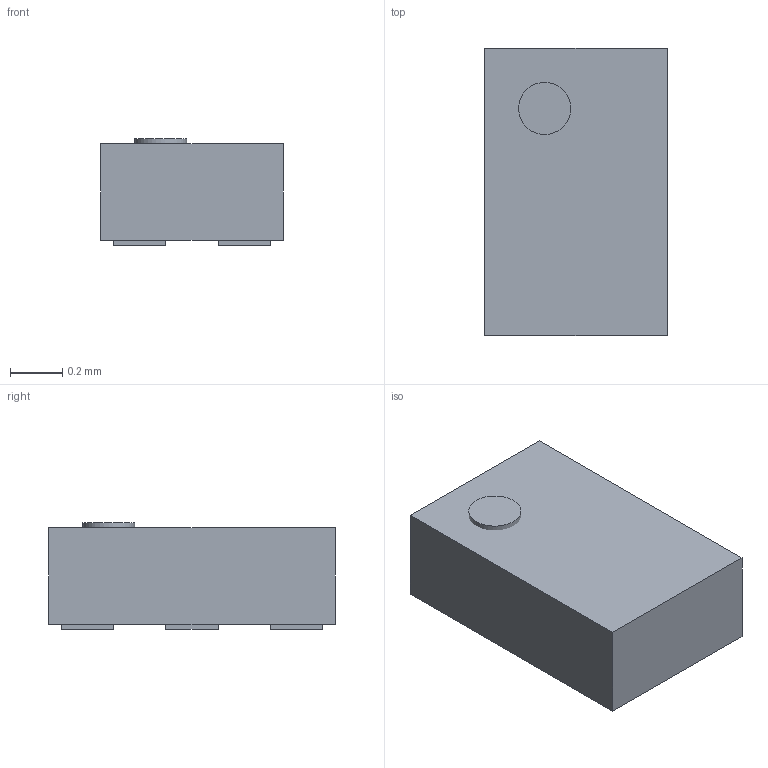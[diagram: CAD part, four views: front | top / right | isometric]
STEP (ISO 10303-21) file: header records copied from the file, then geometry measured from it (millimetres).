
FILE_DESCRIPTION(/* description */ ('model of Infineon_PG-TSNP-6-10_0.7x1.1mm_0.7x1.1mm_P0.4mm'),/* implementation_level */ '2;1');
FILE_NAME(/* name */ 'Infineon_PG-TSNP-6-10_0.7x1.1mm_0.7x1.1mm_P0.4mm.step',/* time_stamp */ '2023-06-05T09:33:17',/* author */ ('KiCAD','kicad'),/* organization */ ('OCCT'),/* preprocessor_version */ '',/* originating_system */ 'KiCAD',/* authorisation */ '');
FILE_SCHEMA(('AUTOMOTIVE_DESIGN { 1 0 10303 214 1 1 1 1 }'));
Length unit declared in the file: millimetre
Products named in the file (8): CQ assembly; 3d39fed8-0373-11ee-b10e-6fad9df71230; 3d39fed9-0373-11ee-b10e-6fad9df71230; 3d39fed9-0373-11ee-b10e-6fad9df71230_part; 3d39feda-0373-11ee-b10e-6fad9df71230; 3d39feda-0373-11ee-b10e-6fad9df71230_part; 3d39fedb-0373-11ee-b10e-6fad9df71230; 3d39fedb-0373-11ee-b10e-6fad9df71230_part
Assembly tree (7 placements, depth 4):
  CQ assembly
    3d39fed8-0373-11ee-b10e-6fad9df71230
      3d39fed9-0373-11ee-b10e-6fad9df71230
        3d39fed9-0373-11ee-b10e-6fad9df71230_part
      3d39feda-0373-11ee-b10e-6fad9df71230
        3d39feda-0373-11ee-b10e-6fad9df71230_part
      3d39fedb-0373-11ee-b10e-6fad9df71230
        3d39fedb-0373-11ee-b10e-6fad9df71230_part
Bounding box: 0.7 x 1.1 x 0.41 mm (x, y, z)
Volume: 0.3 mm3; surface area: 3.5 mm2
Topology: 8 solids, 8 shells, 45 faces, 87 edges, 58 vertices
Faces by surface type: plane 44, cylinder 1
Full cylindrical faces by diameter (mm): 0.2 x1
Entity records: 1307 total; most frequent: CARTESIAN_POINT 198, DIRECTION 195, ORIENTED_EDGE 174, EDGE_CURVE 87, LINE 85, VECTOR 85, VERTEX_POINT 58, AXIS2_PLACEMENT_3D 55
